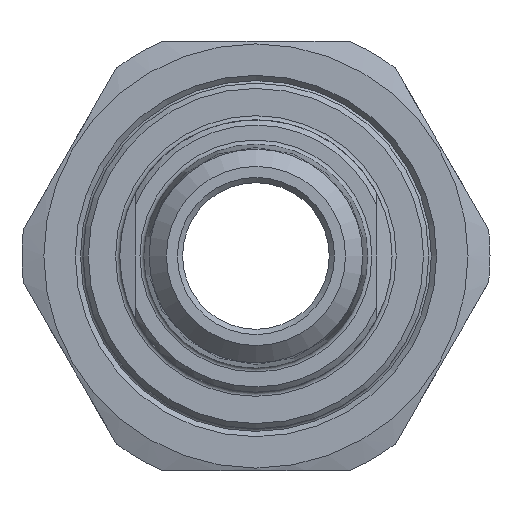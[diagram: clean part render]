
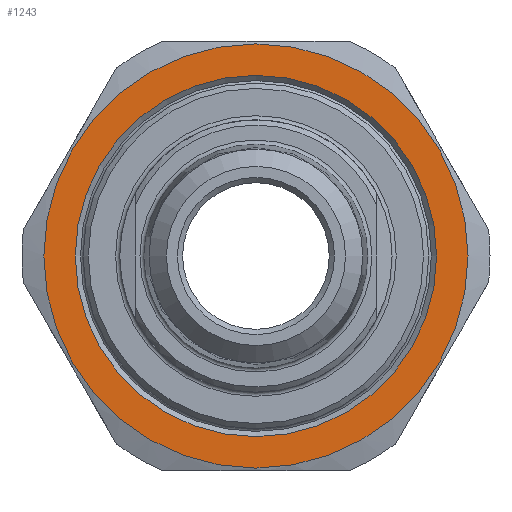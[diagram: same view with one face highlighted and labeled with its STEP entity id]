
A CAD part, left-side view. The second image highlights one B-rep face of the part: STEP entity #1243.
In plain terms, the highlighted planar face has unit normal (-1, 0, 0).
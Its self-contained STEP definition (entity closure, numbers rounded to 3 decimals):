
#70=FACE_BOUND('',#224,.T.);
#88=PLANE('',#1417);
#144=FACE_OUTER_BOUND('',#223,.T.);
#223=EDGE_LOOP('',(#923));
#224=EDGE_LOOP('',(#924));
#432=CIRCLE('',#1406,20.25);
#433=CIRCLE('',#1412,17.25);
#549=VERTEX_POINT('',#2100);
#550=VERTEX_POINT('',#2136);
#678=EDGE_CURVE('',#549,#549,#432,.T.);
#689=EDGE_CURVE('',#550,#550,#433,.T.);
#923=ORIENTED_EDGE('',*,*,#678,.T.);
#924=ORIENTED_EDGE('',*,*,#689,.F.);
#1243=ADVANCED_FACE('',(#144,#70),#88,.F.);
#1406=AXIS2_PLACEMENT_3D('',#2102,#1647,#1648);
#1412=AXIS2_PLACEMENT_3D('',#2137,#1660,#1661);
#1417=AXIS2_PLACEMENT_3D('',#2147,#1672,#1673);
#1647=DIRECTION('center_axis',(-1.,0.,0.));
#1648=DIRECTION('ref_axis',(0.,1.,0.));
#1660=DIRECTION('center_axis',(-1.,0.,0.));
#1661=DIRECTION('ref_axis',(0.,-1.,0.));
#1672=DIRECTION('center_axis',(1.,0.,0.));
#1673=DIRECTION('ref_axis',(0.,0.,-1.));
#2100=CARTESIAN_POINT('',(-17.,-20.25,0.));
#2102=CARTESIAN_POINT('Origin',(-17.,0.,0.));
#2136=CARTESIAN_POINT('',(-17.,17.25,0.));
#2137=CARTESIAN_POINT('Origin',(-17.,0.,0.));
#2147=CARTESIAN_POINT('Origin',(-17.,0.,0.));
